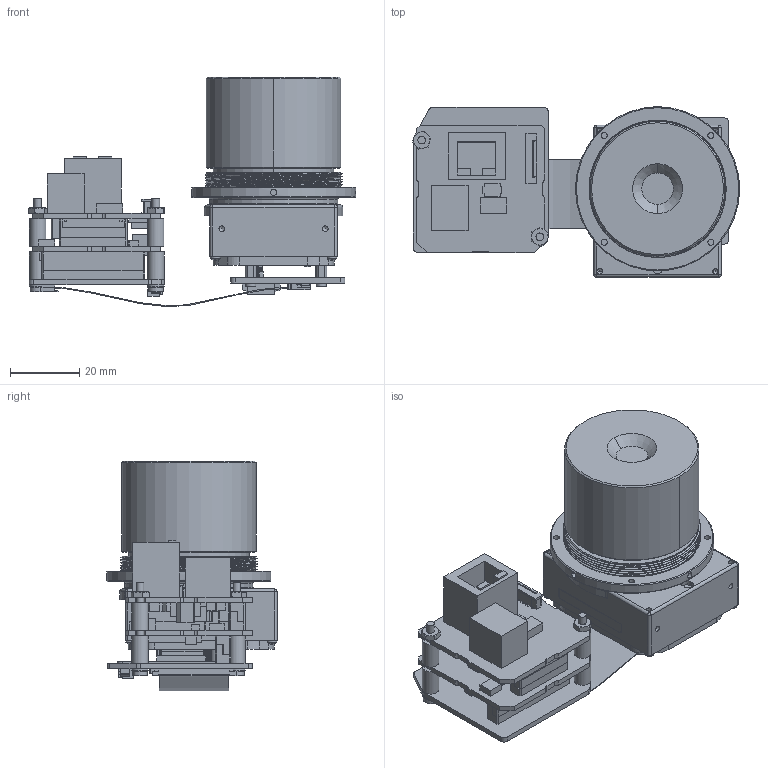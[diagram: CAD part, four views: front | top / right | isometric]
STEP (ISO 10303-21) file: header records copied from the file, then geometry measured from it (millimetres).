
FILE_DESCRIPTION (( 'STEP AP214' ), '1' );
FILE_NAME ('SL-D5-1322-A60.STEP', '2024-06-13T00:27:18', ( '' ), ( '' ), 'SwSTEP 2.0', 'SolidWorks 2023', '' );
FILE_SCHEMA (( 'AUTOMOTIVE_DESIGN' ));
Length unit declared in the file: inch
Products named in the file (1): SL-D5-1322-A60
Bounding box: 94.72 x 49.28 x 66.41 mm (x, y, z)
Volume: 79955.3 mm3; surface area: 43579.3 mm2
Topology: 14 solids, 19 shells, 2307 faces, 6305 edges, 4125 vertices
Faces by surface type: plane 1883, cylinder 261, cone 78, bspline 42, torus 31, sphere 12
Full cylindrical faces by diameter (mm): 1.6 x4, 1.613 x2, 1.727 x8, 2.226 x1, 2.233 x1, 2.261 x2, 2.286 x4, 2.388 x2, 2.946 x2, 4.242 x2, 4.763 x4, 4.775 x2, 47.498 x1
Entity records: 82753 total; most frequent: CARTESIAN_POINT 24387, ORIENTED_EDGE 12440, DIRECTION 11292, EDGE_CURVE 6220, LINE 5324, VECTOR 5324, VERTEX_POINT 4105, AXIS2_PLACEMENT_3D 2984
